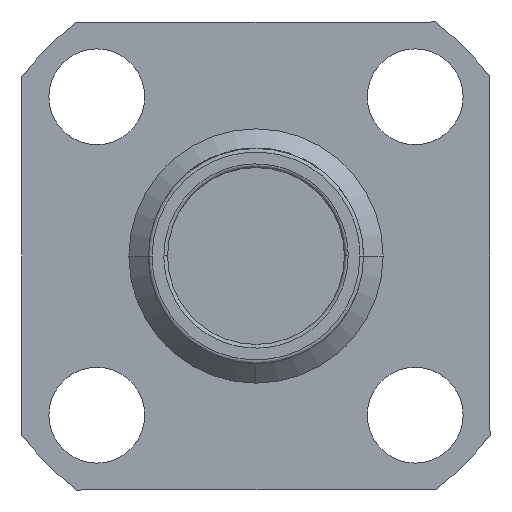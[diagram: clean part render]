
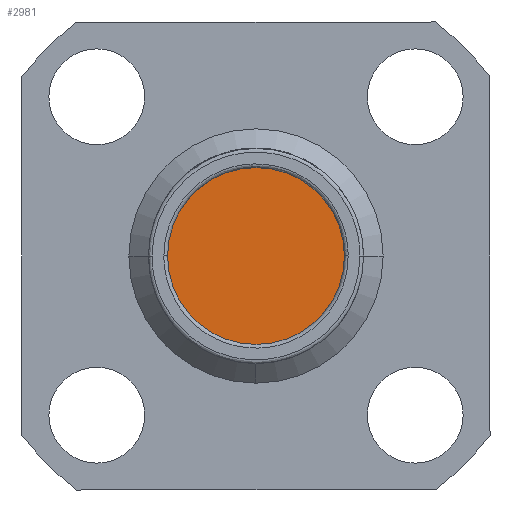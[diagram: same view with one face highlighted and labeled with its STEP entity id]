
A CAD part, left-side view. The second image highlights one B-rep face of the part: STEP entity #2981.
In plain terms, the highlighted planar face has unit normal (-1, 0, 0).
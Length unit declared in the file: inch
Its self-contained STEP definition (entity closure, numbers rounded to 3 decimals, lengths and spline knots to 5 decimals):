
#164 = CIRCLE ( 'NONE', #1012, 0.09449 ) ;
#181 = DIRECTION ( 'NONE',  ( 0., 0., 1. ) ) ;
#532 = EDGE_CURVE ( 'NONE', #6145, #1567, #3507, .T. ) ;
#570 = ORIENTED_EDGE ( 'NONE', *, *, #532, .T. ) ;
#625 = EDGE_CURVE ( 'NONE', #4747, #6145, #1987, .T. ) ;
#790 = DIRECTION ( 'NONE',  ( -1., 0., 0. ) ) ;
#807 = CARTESIAN_POINT ( 'NONE',  ( 0.12008, -0.09449, 0. ) ) ;
#951 = PLANE ( 'NONE',  #2114 ) ;
#1012 = AXIS2_PLACEMENT_3D ( 'NONE', #1594, #1086, #1116 ) ;
#1086 = DIRECTION ( 'NONE',  ( -1., 0., 0. ) ) ;
#1116 = DIRECTION ( 'NONE',  ( 0., 0., 1. ) ) ;
#1327 = EDGE_LOOP ( 'NONE', ( #1600, #570, #2364 ) ) ;
#1567 = VERTEX_POINT ( 'NONE', #1736 ) ;
#1594 = CARTESIAN_POINT ( 'NONE',  ( 0.12008, 0., 0. ) ) ;
#1599 = EDGE_CURVE ( 'NONE', #1567, #4747, #164, .T. ) ;
#1600 = ORIENTED_EDGE ( 'NONE', *, *, #625, .T. ) ;
#1736 = CARTESIAN_POINT ( 'NONE',  ( 0.12008, 0., 0.09449 ) ) ;
#1987 = CIRCLE ( 'NONE', #5333, 0.09449 ) ;
#2114 = AXIS2_PLACEMENT_3D ( 'NONE', #6530, #2440, #6563 ) ;
#2364 = ORIENTED_EDGE ( 'NONE', *, *, #1599, .T. ) ;
#2440 = DIRECTION ( 'NONE',  ( -1., 0., 0. ) ) ;
#2981 = ADVANCED_FACE ( 'NONE', ( #2987 ), #951, .T. ) ;
#2987 = FACE_OUTER_BOUND ( 'NONE', #1327, .T. ) ;
#3335 = CARTESIAN_POINT ( 'NONE',  ( 0.12008, 0., 0. ) ) ;
#3507 = CIRCLE ( 'NONE', #6282, 0.09449 ) ;
#4242 = DIRECTION ( 'NONE',  ( -1., 0., 0. ) ) ;
#4747 = VERTEX_POINT ( 'NONE', #4814 ) ;
#4814 = CARTESIAN_POINT ( 'NONE',  ( 0.12008, 0.09449, 0. ) ) ;
#5333 = AXIS2_PLACEMENT_3D ( 'NONE', #3335, #4242, #181 ) ;
#5913 = CARTESIAN_POINT ( 'NONE',  ( 0.12008, 0., 0. ) ) ;
#6145 = VERTEX_POINT ( 'NONE', #807 ) ;
#6162 = DIRECTION ( 'NONE',  ( 0., 0., 1. ) ) ;
#6282 = AXIS2_PLACEMENT_3D ( 'NONE', #5913, #790, #6162 ) ;
#6530 = CARTESIAN_POINT ( 'NONE',  ( 0.12008, 0., 0. ) ) ;
#6563 = DIRECTION ( 'NONE',  ( 0., 0., 1. ) ) ;
